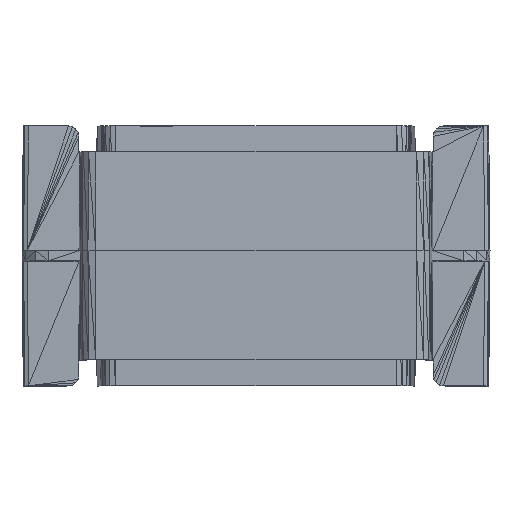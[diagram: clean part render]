
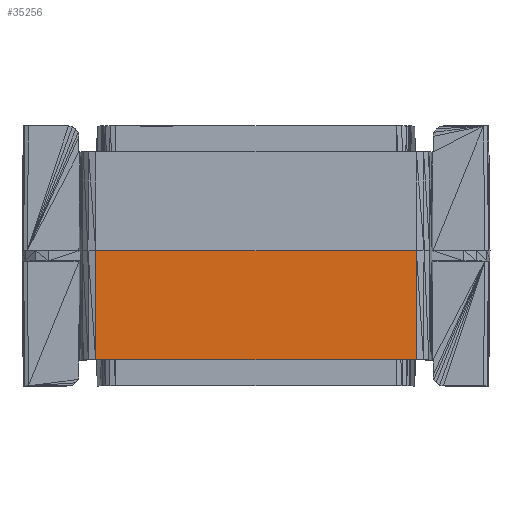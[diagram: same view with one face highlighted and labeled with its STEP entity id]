
A CAD part, top view. The second image highlights one B-rep face of the part: STEP entity #35256.
In plain terms, the highlighted planar face has unit normal (0, -0.009, 1).
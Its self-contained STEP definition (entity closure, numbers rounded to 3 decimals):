
#949 = PLANE('',#950);
#950 = AXIS2_PLACEMENT_3D('',#951,#952,#953);
#951 = CARTESIAN_POINT('',(0.,-20.1,
    13.208));
#952 = DIRECTION('',(0.,-1.,0.));
#953 = DIRECTION('',(0.,0.,-1.));
#20788 = PLANE('',#20789);
#20789 = AXIS2_PLACEMENT_3D('',#20790,#20791,#20792);
#20790 = CARTESIAN_POINT('',(0.,10.553,28.945));
#20791 = DIRECTION('',(0.,0.01,
    1.));
#20792 = DIRECTION('',(0.,1.,-0.01));
#24295 = VERTEX_POINT('',#24296);
#24296 = CARTESIAN_POINT('',(-30.987,1.005,
    29.045));
#24384 = PLANE('',#24385);
#24385 = AXIS2_PLACEMENT_3D('',#24386,#24387,#24388);
#24386 = CARTESIAN_POINT('',(-31.374,-9.176,
    28.846));
#24387 = DIRECTION('',(-0.256,-0.009,0.967
    ));
#24388 = DIRECTION('',(0.967,0.,0.256)
  );
#24400 = VERTEX_POINT('',#24401);
#24401 = CARTESIAN_POINT('',(-30.987,-20.1,
    28.846));
#24886 = EDGE_CURVE('',#24295,#24400,#24887,.T.);
#24887 = SURFACE_CURVE('',#24888,(#24892,#24899),.PCURVE_S1.);
#24888 = LINE('',#24889,#24890);
#24889 = CARTESIAN_POINT('',(-30.987,1.005,
    29.045));
#24890 = VECTOR('',#24891,1.);
#24891 = DIRECTION('',(0.,-1.,-0.009));
#24892 = PCURVE('',#24384,#24893);
#24893 = DEFINITIONAL_REPRESENTATION('',(#24894),#24898);
#24894 = LINE('',#24895,#24896);
#24895 = CARTESIAN_POINT('',(0.425,10.181));
#24896 = VECTOR('',#24897,1.);
#24897 = DIRECTION('',(-0.002,-1.));
#24898 = ( GEOMETRIC_REPRESENTATION_CONTEXT(2) 
PARAMETRIC_REPRESENTATION_CONTEXT() REPRESENTATION_CONTEXT('2D SPACE',''
  ) );
#24899 = PCURVE('',#24900,#24905);
#24900 = PLANE('',#24901);
#24901 = AXIS2_PLACEMENT_3D('',#24902,#24903,#24904);
#24902 = CARTESIAN_POINT('',(0.,-9.548,28.945));
#24903 = DIRECTION('',(0.,-0.009,1.));
#24904 = DIRECTION('',(0.,1.,0.009));
#24905 = DEFINITIONAL_REPRESENTATION('',(#24906),#24910);
#24906 = LINE('',#24907,#24908);
#24907 = CARTESIAN_POINT('',(10.553,30.987));
#24908 = VECTOR('',#24909,1.);
#24909 = DIRECTION('',(-1.,-0.));
#24910 = ( GEOMETRIC_REPRESENTATION_CONTEXT(2) 
PARAMETRIC_REPRESENTATION_CONTEXT() REPRESENTATION_CONTEXT('2D SPACE',''
  ) );
#25844 = VERTEX_POINT('',#25845);
#25845 = CARTESIAN_POINT('',(30.987,1.005,
    29.045));
#25885 = PLANE('',#25886);
#25886 = AXIS2_PLACEMENT_3D('',#25887,#25888,#25889);
#25887 = CARTESIAN_POINT('',(31.348,-9.896,
    28.846));
#25888 = DIRECTION('',(0.256,-0.009,0.967)
  );
#25889 = DIRECTION('',(0.967,0.,-0.256));
#25901 = EDGE_CURVE('',#25844,#25902,#25904,.T.);
#25902 = VERTEX_POINT('',#25903);
#25903 = CARTESIAN_POINT('',(30.987,-20.1,
    28.846));
#25904 = SURFACE_CURVE('',#25905,(#25909,#25916),.PCURVE_S1.);
#25905 = LINE('',#25906,#25907);
#25906 = CARTESIAN_POINT('',(30.987,1.005,
    29.045));
#25907 = VECTOR('',#25908,1.);
#25908 = DIRECTION('',(0.,-1.,-0.009));
#25909 = PCURVE('',#25885,#25910);
#25910 = DEFINITIONAL_REPRESENTATION('',(#25911),#25915);
#25911 = LINE('',#25912,#25913);
#25912 = CARTESIAN_POINT('',(-0.4,10.901));
#25913 = VECTOR('',#25914,1.);
#25914 = DIRECTION('',(0.002,-1.));
#25915 = ( GEOMETRIC_REPRESENTATION_CONTEXT(2) 
PARAMETRIC_REPRESENTATION_CONTEXT() REPRESENTATION_CONTEXT('2D SPACE',''
  ) );
#25916 = PCURVE('',#24900,#25917);
#25917 = DEFINITIONAL_REPRESENTATION('',(#25918),#25922);
#25918 = LINE('',#25919,#25920);
#25919 = CARTESIAN_POINT('',(10.553,-30.987));
#25920 = VECTOR('',#25921,1.);
#25921 = DIRECTION('',(-1.,-0.));
#25922 = ( GEOMETRIC_REPRESENTATION_CONTEXT(2) 
PARAMETRIC_REPRESENTATION_CONTEXT() REPRESENTATION_CONTEXT('2D SPACE',''
  ) );
#34491 = EDGE_CURVE('',#25902,#24400,#34492,.T.);
#34492 = SURFACE_CURVE('',#34493,(#34497,#34504),.PCURVE_S1.);
#34493 = LINE('',#34494,#34495);
#34494 = CARTESIAN_POINT('',(30.987,-20.1,
    28.846));
#34495 = VECTOR('',#34496,1.);
#34496 = DIRECTION('',(-1.,0.,0.));
#34497 = PCURVE('',#949,#34498);
#34498 = DEFINITIONAL_REPRESENTATION('',(#34499),#34503);
#34499 = LINE('',#34500,#34501);
#34500 = CARTESIAN_POINT('',(-15.637,30.987));
#34501 = VECTOR('',#34502,1.);
#34502 = DIRECTION('',(0.,-1.));
#34503 = ( GEOMETRIC_REPRESENTATION_CONTEXT(2) 
PARAMETRIC_REPRESENTATION_CONTEXT() REPRESENTATION_CONTEXT('2D SPACE',''
  ) );
#34504 = PCURVE('',#24900,#34505);
#34505 = DEFINITIONAL_REPRESENTATION('',(#34506),#34510);
#34506 = LINE('',#34507,#34508);
#34507 = CARTESIAN_POINT('',(-10.553,-30.987));
#34508 = VECTOR('',#34509,1.);
#34509 = DIRECTION('',(0.,1.));
#34510 = ( GEOMETRIC_REPRESENTATION_CONTEXT(2) 
PARAMETRIC_REPRESENTATION_CONTEXT() REPRESENTATION_CONTEXT('2D SPACE',''
  ) );
#35256 = ADVANCED_FACE('',(#35257),#24900,.T.);
#35257 = FACE_BOUND('',#35258,.T.);
#35258 = EDGE_LOOP('',(#35259,#35260,#35261,#35262));
#35259 = ORIENTED_EDGE('',*,*,#24886,.T.);
#35260 = ORIENTED_EDGE('',*,*,#34491,.F.);
#35261 = ORIENTED_EDGE('',*,*,#25901,.F.);
#35262 = ORIENTED_EDGE('',*,*,#35263,.T.);
#35263 = EDGE_CURVE('',#25844,#24295,#35264,.T.);
#35264 = SURFACE_CURVE('',#35265,(#35269,#35276),.PCURVE_S1.);
#35265 = LINE('',#35266,#35267);
#35266 = CARTESIAN_POINT('',(30.987,1.005,
    29.045));
#35267 = VECTOR('',#35268,1.);
#35268 = DIRECTION('',(-1.,0.,0.));
#35269 = PCURVE('',#24900,#35270);
#35270 = DEFINITIONAL_REPRESENTATION('',(#35271),#35275);
#35271 = LINE('',#35272,#35273);
#35272 = CARTESIAN_POINT('',(10.553,-30.987));
#35273 = VECTOR('',#35274,1.);
#35274 = DIRECTION('',(0.,1.));
#35275 = ( GEOMETRIC_REPRESENTATION_CONTEXT(2) 
PARAMETRIC_REPRESENTATION_CONTEXT() REPRESENTATION_CONTEXT('2D SPACE',''
  ) );
#35276 = PCURVE('',#20788,#35277);
#35277 = DEFINITIONAL_REPRESENTATION('',(#35278),#35282);
#35278 = LINE('',#35279,#35280);
#35279 = CARTESIAN_POINT('',(-9.548,-30.987));
#35280 = VECTOR('',#35281,1.);
#35281 = DIRECTION('',(0.,1.));
#35282 = ( GEOMETRIC_REPRESENTATION_CONTEXT(2) 
PARAMETRIC_REPRESENTATION_CONTEXT() REPRESENTATION_CONTEXT('2D SPACE',''
  ) );
